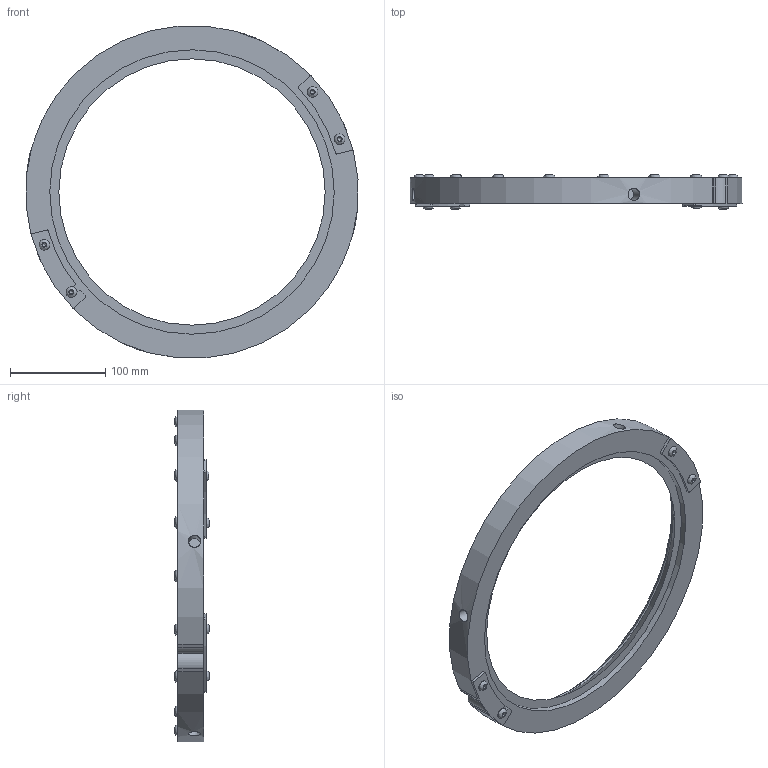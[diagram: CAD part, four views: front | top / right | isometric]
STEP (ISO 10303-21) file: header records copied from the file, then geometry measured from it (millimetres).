
FILE_DESCRIPTION((''),'2;1');
FILE_NAME('2441-3D.stp','2010-06-03T16:01:02',('michael witt'),(''),'Autodesk Inventor 2010','Autodesk Inventor 2010','');
FILE_SCHEMA(('AUTOMOTIVE_DESIGN { 1 0 10303 214 1 1 1 1 }'));
Length unit declared in the file: inch
Products named in the file (26): Assembly10; Part372; Part374; Part376; Part378; Part380; Part382; Part384; Part386; Part388; Part390; Part392; Part394; Part396; Part398; Part400; Part402; Part404; Part406; Part408; Part410; Part412; Part414; Part416; Part418; Part420
Assembly tree (25 placements, depth 2):
  Assembly10
    Part372
    Part374
    Part376
    Part378
    Part380
    Part382
    Part384
    Part386
    Part388
    Part390
    Part392
    Part394
    Part396
    Part398
    Part400
    Part402
    Part404
    Part406
    Part408
    Part410
    Part412
    Part414
    Part416
    Part418
    Part420
Bounding box: 348.28 x 36.37 x 348.01 mm (x, y, z)
Volume: 729572.4 mm3; surface area: 137757 mm2
Topology: 25 solids, 25 shells, 362 faces, 793 edges, 508 vertices
Faces by surface type: plane 215, cylinder 73, cone 46, bspline 28
Full cylindrical faces by diameter (mm): 6.35 x22, 7.112 x3, 11.1 x22, 12.7 x2, 298.45 x1, 300.812 x1
Entity records: 10722 total; most frequent: CARTESIAN_POINT 2973, DIRECTION 1472, ORIENTED_EDGE 1284, EDGE_CURVE 642, AXIS2_PLACEMENT_3D 581, EDGE_LOOP 524, VERTEX_POINT 480, FACE_OUTER_BOUND 362
